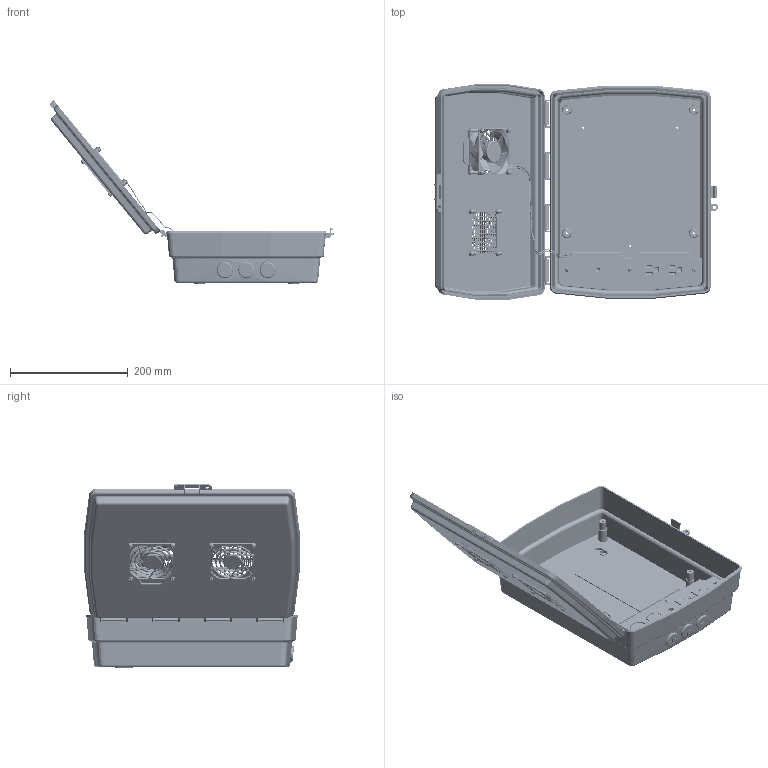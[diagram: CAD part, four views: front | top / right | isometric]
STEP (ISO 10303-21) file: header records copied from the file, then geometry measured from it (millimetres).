
FILE_DESCRIPTION (( 'STEP AP214' ), '1' );
FILE_NAME ('00406786_3D.STEP', '2022-05-19T19:01:36', ( '' ), ( '' ), 'SwSTEP 2.0', 'SolidWorks 2021', '' );
FILE_SCHEMA (( 'AUTOMOTIVE_DESIGN' ));
Length unit declared in the file: inch
Products named in the file (17): XFS-0076; Fan-80x80x25; NBP141004-FanWire; NBP141004_ConduitGrommit; NBP141004_outletScrew; XFS-0075; XMH-0049; XFN-0026; NBP141004_Lid-Vented; NBP141004_120VAC outlet; NBP141004_Velcro tape; Fan Screen-All Wires-80x80 ALUM; NBP141004_LowerPlate; 00406786_3D; NBP141004_Panel; NBP141004_Box; NBP141004_PanelScrew
Assembly tree (35 placements, depth 2):
  00406786_3D
    NBP141004_Box
    NBP141004_Lid-Vented
    NBP141004_ConduitGrommit  x3
    NBP141004_LowerPlate
    NBP141004_Panel
    NBP141004_120VAC outlet
    NBP141004_Velcro tape  x2
    Fan Screen-All Wires-80x80 ALUM
    Fan-80x80x25
    NBP141004-FanWire
    NBP141004_PanelScrew  x3
    NBP141004_outletScrew
    XMH-0049  x2
    XFS-0076  x4
    XFS-0075  x4
    XFN-0026  x8
Bounding box: 482.9 x 366.88 x 312.55 mm (x, y, z)
Volume: 1179852 mm3; surface area: 864249.2 mm2
Topology: 134 solids, 134 shells, 4605 faces, 10524 edges, 6260 vertices
Faces by surface type: cone 1670, cylinder 1248, plane 1223, torus 320, bspline 114, sphere 30
Entity records: 113277 total; most frequent: CARTESIAN_POINT 29167, DIRECTION 14082, ORIENTED_EDGE 13474, EDGE_CURVE 6737, AXIS2_PLACEMENT_3D 5489, VERTEX_POINT 4193, EDGE_LOOP 3322, VECTOR 3104
